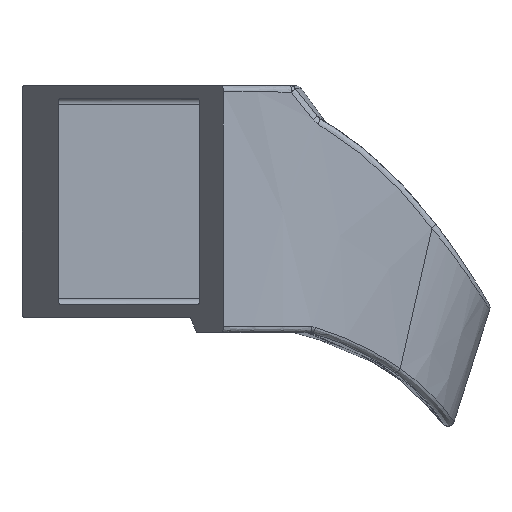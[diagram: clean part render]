
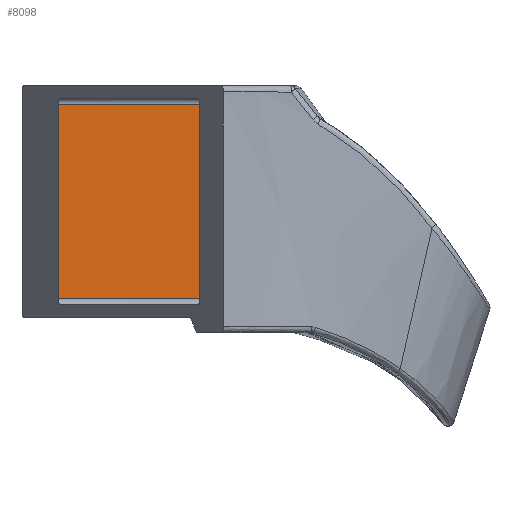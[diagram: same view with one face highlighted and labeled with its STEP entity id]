
A CAD part, left-side view. The second image highlights one B-rep face of the part: STEP entity #8098.
In plain terms, the highlighted planar face has unit normal (-1, 0, 0).
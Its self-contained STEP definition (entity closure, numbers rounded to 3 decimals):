
#344 = CARTESIAN_POINT ( 'NONE',  ( 41.634, -23.198, 85.513 ) ) ;
#432 = PLANE ( 'NONE',  #734 ) ;
#545 = LINE ( 'NONE', #8450, #1007 ) ;
#734 = AXIS2_PLACEMENT_3D ( 'NONE', #344, #3058, #7050 ) ;
#902 = CARTESIAN_POINT ( 'NONE',  ( 41.634, -32.775, 95.113 ) ) ;
#1007 = VECTOR ( 'NONE', #7114, 1000. ) ;
#1641 = CARTESIAN_POINT ( 'NONE',  ( 41.634, -32.775, 86.713 ) ) ;
#1667 = EDGE_CURVE ( 'NONE', #1921, #7931, #2589, .T. ) ;
#1869 = ORIENTED_EDGE ( 'NONE', *, *, #4406, .T. ) ;
#1921 = VERTEX_POINT ( 'NONE', #5259 ) ;
#2070 = CARTESIAN_POINT ( 'NONE',  ( 41.634, -23.413, 99.313 ) ) ;
#2573 = EDGE_LOOP ( 'NONE', ( #7452, #5951, #3826, #1869 ) ) ;
#2589 = LINE ( 'NONE', #8387, #5497 ) ;
#3058 = DIRECTION ( 'NONE',  ( 1., 0., 0. ) ) ;
#3826 = ORIENTED_EDGE ( 'NONE', *, *, #6802, .T. ) ;
#4054 = CARTESIAN_POINT ( 'NONE',  ( 41.634, -32.775, 99.313 ) ) ;
#4208 = VECTOR ( 'NONE', #8529, 1000. ) ;
#4324 = CARTESIAN_POINT ( 'NONE',  ( 41.634, -32.775, 86.713 ) ) ;
#4347 = FACE_OUTER_BOUND ( 'NONE', #2573, .T. ) ;
#4406 = EDGE_CURVE ( 'NONE', #8219, #6071, #5137, .T. ) ;
#5137 = LINE ( 'NONE', #5887, #4208 ) ;
#5259 = CARTESIAN_POINT ( 'NONE',  ( 41.634, -23.413, 86.713 ) ) ;
#5465 = CARTESIAN_POINT ( 'NONE',  ( 41.634, -32.775, 99.313 ) ) ;
#5497 = VECTOR ( 'NONE', #6547, 1000. ) ;
#5887 = CARTESIAN_POINT ( 'NONE',  ( 41.634, -23.198, 99.313 ) ) ;
#5951 = ORIENTED_EDGE ( 'NONE', *, *, #1667, .T. ) ;
#6071 = VERTEX_POINT ( 'NONE', #2070 ) ;
#6547 = DIRECTION ( 'NONE',  ( 0., -1., 0. ) ) ;
#6799 = CARTESIAN_POINT ( 'NONE',  ( 41.634, -32.775, 90.913 ) ) ;
#6802 = EDGE_CURVE ( 'NONE', #7931, #8219, #7536, .T. ) ;
#7050 = DIRECTION ( 'NONE',  ( 0., 0., -1. ) ) ;
#7114 = DIRECTION ( 'NONE',  ( 0., 0., 1. ) ) ;
#7452 = ORIENTED_EDGE ( 'NONE', *, *, #7682, .F. ) ;
#7536 = B_SPLINE_CURVE_WITH_KNOTS ( 'NONE', 3,
 ( #1641, #6799, #902, #5465 ),
 .UNSPECIFIED., .F., .F.,
 ( 4, 4 ),
 ( 0.08, 0.92 ),
 .UNSPECIFIED. ) ;
#7682 = EDGE_CURVE ( 'NONE', #1921, #6071, #545, .T. ) ;
#7931 = VERTEX_POINT ( 'NONE', #4324 ) ;
#8098 = ADVANCED_FACE ( 'NONE', ( #4347 ), #432, .F. ) ;
#8219 = VERTEX_POINT ( 'NONE', #4054 ) ;
#8387 = CARTESIAN_POINT ( 'NONE',  ( 41.634, -32.775, 86.713 ) ) ;
#8450 = CARTESIAN_POINT ( 'NONE',  ( 41.634, -23.413, 85.513 ) ) ;
#8529 = DIRECTION ( 'NONE',  ( 0., 1., 0. ) ) ;
